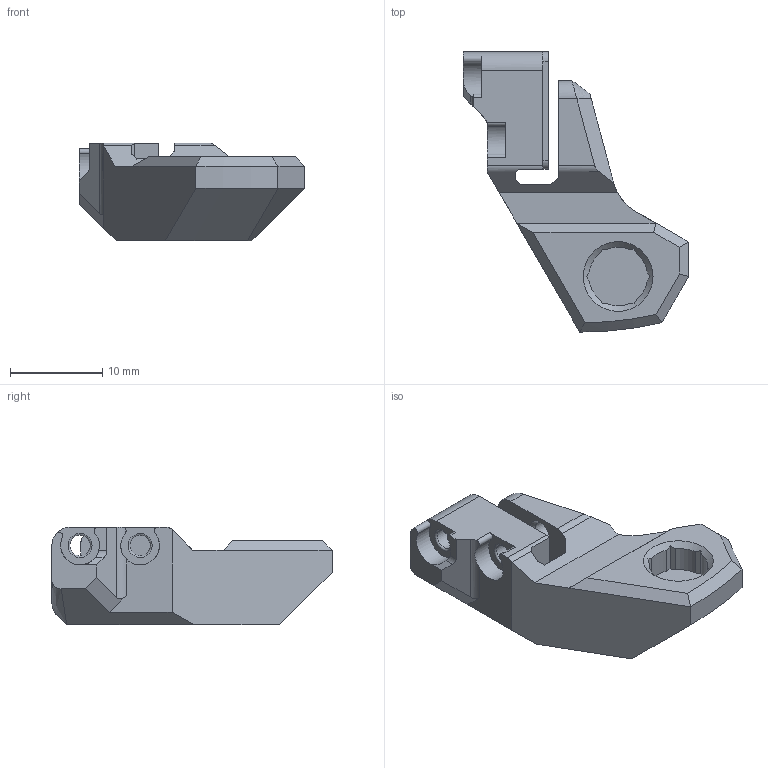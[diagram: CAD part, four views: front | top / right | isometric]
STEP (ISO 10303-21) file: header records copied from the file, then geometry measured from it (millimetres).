
FILE_DESCRIPTION(/* description */ (''),/* implementation_level */ '2;1');
FILE_NAME(/* name */ 'Hall_Effect_XY_Mount_D42SH-0.25x0.125in.step',/* time_stamp */ '2023-09-24T15:12:49-05:00',/* author */ (''),/* organization */ (''),/* preprocessor_version */ 'ST-DEVELOPER v20',/* originating_system */ 'Autodesk Translation Framework v12.14.0.127',/* authorisation */ '');
FILE_SCHEMA (('AUTOMOTIVE_DESIGN { 1 0 10303 214 3 1 1 }'));
Length unit declared in the file: millimetre
Products named in the file (1): Hall_Effect_XY_Mount
Bounding box: 24.37 x 30.32 x 10.6 mm (x, y, z)
Volume: 2784.4 mm3; surface area: 1815.6 mm2
Topology: 1 solids, 1 shells, 126 faces, 329 edges, 207 vertices
Faces by surface type: plane 83, cylinder 30, bspline 5, cone 4, torus 4
Full cylindrical faces by diameter (mm): 2.2 x3
Entity records: 5806 total; most frequent: CARTESIAN_POINT 2683, ORIENTED_EDGE 658, DIRECTION 628, EDGE_CURVE 329, LINE 222, VECTOR 222, VERTEX_POINT 207, AXIS2_PLACEMENT_3D 203
